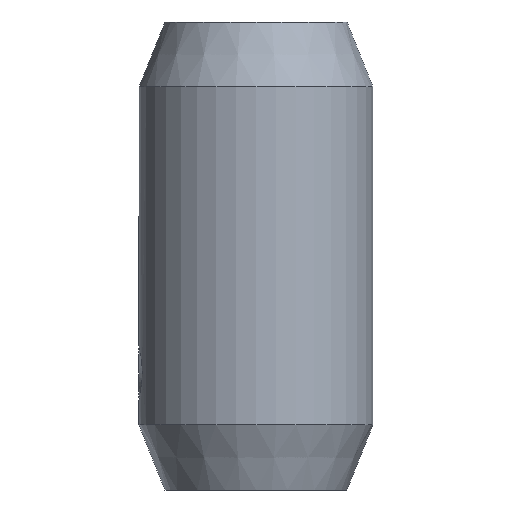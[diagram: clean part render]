
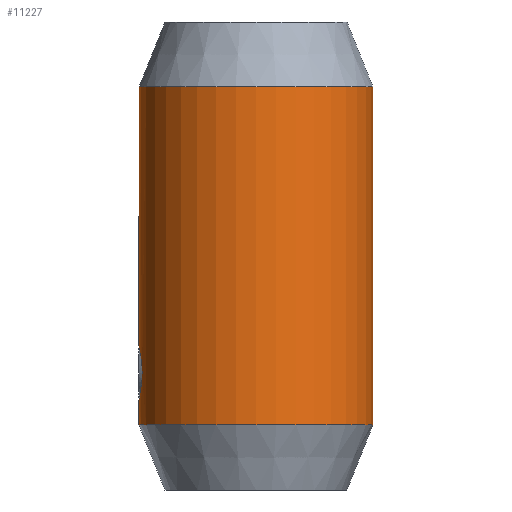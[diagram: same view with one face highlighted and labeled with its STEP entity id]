
A CAD part, left-side view. The second image highlights one B-rep face of the part: STEP entity #11227.
In plain terms, the highlighted cylindrical face has radius 9 mm (diameter 18 mm), a partial arc.
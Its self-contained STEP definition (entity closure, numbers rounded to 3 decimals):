
#390 = VERTEX_POINT ( 'NONE', #13358 ) ;
#506 = EDGE_LOOP ( 'NONE', ( #11780, #1766, #2445, #8999, #7382, #4437 ) ) ;
#526 = VECTOR ( 'NONE', #11962, 1000. ) ;
#737 = LINE ( 'NONE', #4484, #8483 ) ;
#777 = CARTESIAN_POINT ( 'NONE',  ( -0.276, 8.997, -6.914 ) ) ;
#930 = CARTESIAN_POINT ( 'NONE',  ( -0.678, 8.975, -10.992 ) ) ;
#974 = CARTESIAN_POINT ( 'NONE',  ( -1.387, 8.893, -10.583 ) ) ;
#995 = AXIS2_PLACEMENT_3D ( 'NONE', #6212, #7275, #7419 ) ;
#1032 = CYLINDRICAL_SURFACE ( 'NONE', #995, 9. ) ;
#1377 = EDGE_CURVE ( 'NONE', #390, #6950, #14890, .T. ) ;
#1674 = CARTESIAN_POINT ( 'NONE',  ( 0., 9., -11.1 ) ) ;
#1766 = ORIENTED_EDGE ( 'NONE', *, *, #1978, .T. ) ;
#1978 = EDGE_CURVE ( 'NONE', #390, #3796, #2107, .T. ) ;
#2086 = CARTESIAN_POINT ( 'NONE',  ( -0.137, 9., -11.1 ) ) ;
#2107 = CIRCLE ( 'NONE', #3982, 9. ) ;
#2405 = CARTESIAN_POINT ( 'NONE',  ( 0., -9., -13. ) ) ;
#2445 = ORIENTED_EDGE ( 'NONE', *, *, #7518, .T. ) ;
#3303 = CARTESIAN_POINT ( 'NONE',  ( -1.053, 8.939, -7.178 ) ) ;
#3418 = CARTESIAN_POINT ( 'NONE',  ( -2.086, 8.755, -9.276 ) ) ;
#3743 = CARTESIAN_POINT ( 'NONE',  ( 0., -9., 13. ) ) ;
#3796 = VERTEX_POINT ( 'NONE', #2405 ) ;
#3982 = AXIS2_PLACEMENT_3D ( 'NONE', #14873, #8981, #7940 ) ;
#4064 = CARTESIAN_POINT ( 'NONE',  ( 0., 9., 13. ) ) ;
#4128 = CARTESIAN_POINT ( 'NONE',  ( 0., 9., -6.9 ) ) ;
#4329 = CARTESIAN_POINT ( 'NONE',  ( 0., 0., 13. ) ) ;
#4363 = CARTESIAN_POINT ( 'NONE',  ( -1.678, 8.844, -7.709 ) ) ;
#4400 = CARTESIAN_POINT ( 'NONE',  ( -1.281, 8.909, -7.331 ) ) ;
#4437 = ORIENTED_EDGE ( 'NONE', *, *, #13974, .T. ) ;
#4457 = CARTESIAN_POINT ( 'NONE',  ( -2.087, 8.755, -8.725 ) ) ;
#4484 = CARTESIAN_POINT ( 'NONE',  ( 0., 9., 18. ) ) ;
#4966 = CARTESIAN_POINT ( 'NONE',  ( 0., -9., 18. ) ) ;
#5487 = CARTESIAN_POINT ( 'NONE',  ( -2.1, 8.752, -8.862 ) ) ;
#5488 = EDGE_CURVE ( 'NONE', #12586, #12658, #737, .T. ) ;
#5719 = VERTEX_POINT ( 'NONE', #3743 ) ;
#6212 = CARTESIAN_POINT ( 'NONE',  ( 0., 0., 18. ) ) ;
#6672 = CARTESIAN_POINT ( 'NONE',  ( -1.389, 8.893, -7.419 ) ) ;
#6713 = CARTESIAN_POINT ( 'NONE',  ( -2.032, 8.768, -8.454 ) ) ;
#6790 = FACE_OUTER_BOUND ( 'NONE', #506, .T. ) ;
#6877 = CARTESIAN_POINT ( 'NONE',  ( -0.679, 8.975, -7.008 ) ) ;
#6950 = VERTEX_POINT ( 'NONE', #1674 ) ;
#7086 = EDGE_CURVE ( 'NONE', #12658, #5719, #7910, .T. ) ;
#7275 = DIRECTION ( 'NONE',  ( 0., 0., 1. ) ) ;
#7382 = ORIENTED_EDGE ( 'NONE', *, *, #5488, .F. ) ;
#7419 = DIRECTION ( 'NONE',  ( 0., -1., 0. ) ) ;
#7518 = EDGE_CURVE ( 'NONE', #3796, #5719, #13132, .T. ) ;
#7598 = DIRECTION ( 'NONE',  ( 0., 0., 1. ) ) ;
#7811 = CARTESIAN_POINT ( 'NONE',  ( -1.055, 8.939, -10.821 ) ) ;
#7910 = CIRCLE ( 'NONE', #8685, 9. ) ;
#7940 = DIRECTION ( 'NONE',  ( 0., -1., 0. ) ) ;
#8481 = CARTESIAN_POINT ( 'NONE',  ( 0., 9., -6.9 ) ) ;
#8483 = VECTOR ( 'NONE', #13719, 1000. ) ;
#8685 = AXIS2_PLACEMENT_3D ( 'NONE', #4329, #7598, #11182 ) ;
#8938 = VECTOR ( 'NONE', #10411, 1000. ) ;
#8958 = CARTESIAN_POINT ( 'NONE',  ( -0.547, 8.984, -11.032 ) ) ;
#8981 = DIRECTION ( 'NONE',  ( 0., 0., 1. ) ) ;
#8999 = ORIENTED_EDGE ( 'NONE', *, *, #7086, .F. ) ;
#9014 = CARTESIAN_POINT ( 'NONE',  ( -0.277, 8.997, -11.086 ) ) ;
#10002 = CARTESIAN_POINT ( 'NONE',  ( -0.139, 9., -6.9 ) ) ;
#10101 = CARTESIAN_POINT ( 'NONE',  ( -1.992, 8.777, -8.321 ) ) ;
#10207 = CARTESIAN_POINT ( 'NONE',  ( -1.282, 8.909, -10.669 ) ) ;
#10411 = DIRECTION ( 'NONE',  ( 0., 0., 1. ) ) ;
#10810 = B_SPLINE_CURVE_WITH_KNOTS ( 'NONE', 3,
 ( #4128, #10002, #777, #14910, #6877, #14851, #3303, #4400, #6672, #4363, #13553, #10101, #6713, #4457, #5487, #11213, #3418, #11270, #11426, #13597, #14696, #974, #10207, #7811, #14750, #930, #8958, #9014, #2086, #12482 ),
 .UNSPECIFIED., .F., .F.,
 ( 4, 2, 2, 2, 2, 2, 2, 2, 2, 2, 2, 2, 2, 2, 4 ),
 ( 0., 0., 0.001, 0.001, 0.002, 0.002, 0.003, 0.003, 0.004, 0.004, 0.005, 0.005, 0.006, 0.006, 0.007 ),
 .UNSPECIFIED. ) ;
#11182 = DIRECTION ( 'NONE',  ( 0., -1., 0. ) ) ;
#11213 = CARTESIAN_POINT ( 'NONE',  ( -2.1, 8.752, -9.137 ) ) ;
#11227 = ADVANCED_FACE ( 'NONE', ( #6790 ), #1032, .T. ) ;
#11270 = CARTESIAN_POINT ( 'NONE',  ( -2.032, 8.768, -9.546 ) ) ;
#11426 = CARTESIAN_POINT ( 'NONE',  ( -1.993, 8.777, -9.677 ) ) ;
#11581 = CARTESIAN_POINT ( 'NONE',  ( 0., 9., 18. ) ) ;
#11780 = ORIENTED_EDGE ( 'NONE', *, *, #1377, .F. ) ;
#11962 = DIRECTION ( 'NONE',  ( 0., 0., 1. ) ) ;
#12482 = CARTESIAN_POINT ( 'NONE',  ( 0., 9., -11.1 ) ) ;
#12586 = VERTEX_POINT ( 'NONE', #8481 ) ;
#12658 = VERTEX_POINT ( 'NONE', #4064 ) ;
#13132 = LINE ( 'NONE', #4966, #526 ) ;
#13358 = CARTESIAN_POINT ( 'NONE',  ( 0., 9., -13. ) ) ;
#13553 = CARTESIAN_POINT ( 'NONE',  ( -1.835, 8.812, -7.942 ) ) ;
#13597 = CARTESIAN_POINT ( 'NONE',  ( -1.834, 8.812, -10.06 ) ) ;
#13719 = DIRECTION ( 'NONE',  ( 0., 0., 1. ) ) ;
#13974 = EDGE_CURVE ( 'NONE', #12586, #6950, #10810, .T. ) ;
#14696 = CARTESIAN_POINT ( 'NONE',  ( -1.679, 8.844, -10.29 ) ) ;
#14750 = CARTESIAN_POINT ( 'NONE',  ( -0.932, 8.953, -10.887 ) ) ;
#14851 = CARTESIAN_POINT ( 'NONE',  ( -0.933, 8.952, -7.114 ) ) ;
#14873 = CARTESIAN_POINT ( 'NONE',  ( 0., 0., -13. ) ) ;
#14890 = LINE ( 'NONE', #11581, #8938 ) ;
#14910 = CARTESIAN_POINT ( 'NONE',  ( -0.545, 8.984, -6.967 ) ) ;
